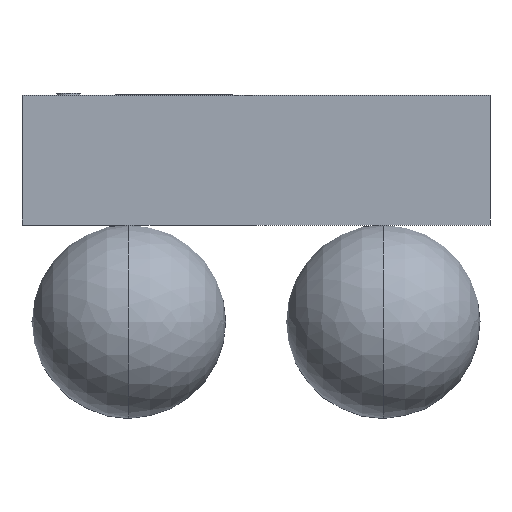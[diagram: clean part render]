
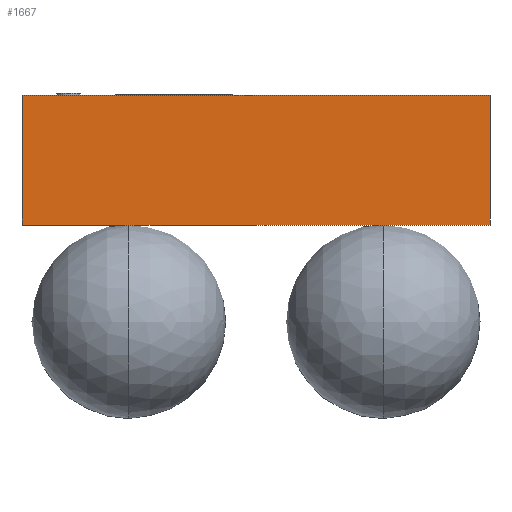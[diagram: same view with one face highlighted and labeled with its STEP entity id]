
A CAD part, left-side view. The second image highlights one B-rep face of the part: STEP entity #1667.
In plain terms, the highlighted planar face has unit normal (-1, 0, 0).
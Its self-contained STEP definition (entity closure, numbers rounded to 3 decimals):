
#577 = EDGE_LOOP ( 'NONE', ( #2897, #3444, #6432, #943 ) ) ;
#599 = CARTESIAN_POINT ( 'NONE',  ( -0.368, -0.368, 0.304 ) ) ;
#747 = EDGE_CURVE ( 'NONE', #1250, #3684, #6135, .T. ) ;
#943 = ORIENTED_EDGE ( 'NONE', *, *, #6333, .T. ) ;
#1170 = CARTESIAN_POINT ( 'NONE',  ( -0.368, 0.368, 0.508 ) ) ;
#1250 = VERTEX_POINT ( 'NONE', #3739 ) ;
#1530 = EDGE_CURVE ( 'NONE', #7067, #3684, #3648, .T. ) ;
#1667 = ADVANCED_FACE ( 'NONE', ( #5128 ), #6164, .T. ) ;
#1753 = LINE ( 'NONE', #599, #4862 ) ;
#1803 = VECTOR ( 'NONE', #5609, 1000. ) ;
#2143 = DIRECTION ( 'NONE',  ( 0., 0., 1. ) ) ;
#2789 = EDGE_CURVE ( 'NONE', #7067, #3172, #1753, .T. ) ;
#2850 = VECTOR ( 'NONE', #3840, 1000. ) ;
#2862 = DIRECTION ( 'NONE',  ( -1., 0., 0. ) ) ;
#2897 = ORIENTED_EDGE ( 'NONE', *, *, #2789, .F. ) ;
#2899 = CARTESIAN_POINT ( 'NONE',  ( -0.368, 0.368, 0.304 ) ) ;
#3172 = VERTEX_POINT ( 'NONE', #3212 ) ;
#3212 = CARTESIAN_POINT ( 'NONE',  ( -0.368, 0.368, 0.304 ) ) ;
#3270 = CARTESIAN_POINT ( 'NONE',  ( -0.368, -0.368, 0.304 ) ) ;
#3387 = DIRECTION ( 'NONE',  ( 0., 0., 1. ) ) ;
#3444 = ORIENTED_EDGE ( 'NONE', *, *, #1530, .T. ) ;
#3648 = LINE ( 'NONE', #4746, #3923 ) ;
#3684 = VERTEX_POINT ( 'NONE', #3908 ) ;
#3734 = LINE ( 'NONE', #4234, #2850 ) ;
#3739 = CARTESIAN_POINT ( 'NONE',  ( -0.368, 0.368, 0.508 ) ) ;
#3840 = DIRECTION ( 'NONE',  ( 0., 0., -1. ) ) ;
#3908 = CARTESIAN_POINT ( 'NONE',  ( -0.368, -0.368, 0.508 ) ) ;
#3923 = VECTOR ( 'NONE', #2143, 1000. ) ;
#4234 = CARTESIAN_POINT ( 'NONE',  ( -0.368, 0.368, 0.508 ) ) ;
#4277 = AXIS2_PLACEMENT_3D ( 'NONE', #2899, #2862, #3387 ) ;
#4746 = CARTESIAN_POINT ( 'NONE',  ( -0.368, -0.368, 0.304 ) ) ;
#4862 = VECTOR ( 'NONE', #5046, 1000. ) ;
#5046 = DIRECTION ( 'NONE',  ( 0., 1., 0. ) ) ;
#5128 = FACE_OUTER_BOUND ( 'NONE', #577, .T. ) ;
#5609 = DIRECTION ( 'NONE',  ( 0., -1., 0. ) ) ;
#6135 = LINE ( 'NONE', #1170, #1803 ) ;
#6164 = PLANE ( 'NONE',  #4277 ) ;
#6333 = EDGE_CURVE ( 'NONE', #1250, #3172, #3734, .T. ) ;
#6432 = ORIENTED_EDGE ( 'NONE', *, *, #747, .F. ) ;
#7067 = VERTEX_POINT ( 'NONE', #3270 ) ;
